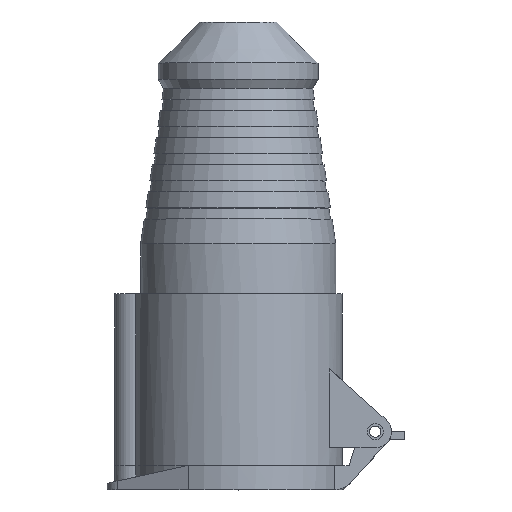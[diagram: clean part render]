
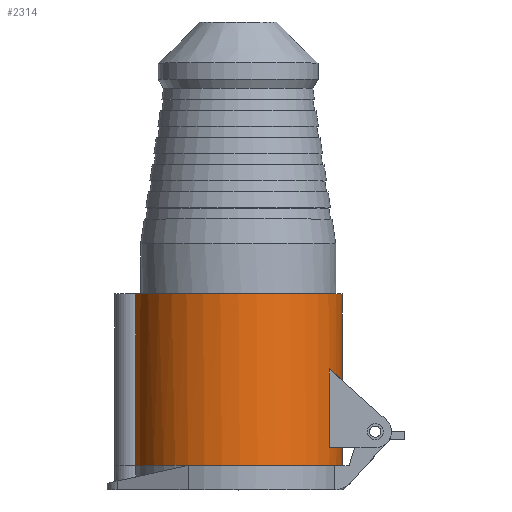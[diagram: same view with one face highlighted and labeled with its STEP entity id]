
A CAD part, top view. The second image highlights one B-rep face of the part: STEP entity #2314.
In plain terms, the highlighted cylindrical face has radius 32.25 mm (diameter 64.5 mm), a partial arc.
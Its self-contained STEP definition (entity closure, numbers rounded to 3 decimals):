
#43 = ORIENTED_EDGE ( 'NONE', *, *, #2485, .T. ) ;
#49 = CARTESIAN_POINT ( 'NONE',  ( -29.729, 33.261, 12.5 ) ) ;
#54 = CARTESIAN_POINT ( 'NONE',  ( -28.281, 23.312, 15.5 ) ) ;
#71 = CYLINDRICAL_SURFACE ( 'NONE', #3130, 32.25 ) ;
#74 = EDGE_CURVE ( 'NONE', #423, #361, #1666, .T. ) ;
#80 = CARTESIAN_POINT ( 'NONE',  ( 15.521, 53.25, 28.269 ) ) ;
#126 = CIRCLE ( 'NONE', #631, 32.25 ) ;
#132 = DIRECTION ( 'NONE',  ( 0., 0., -1. ) ) ;
#171 = VECTOR ( 'NONE', #1509, 1000. ) ;
#188 = ORIENTED_EDGE ( 'NONE', *, *, #3594, .T. ) ;
#189 = AXIS2_PLACEMENT_3D ( 'NONE', #3216, #2345, #290 ) ;
#290 = DIRECTION ( 'NONE',  ( 0., 0., -1. ) ) ;
#313 = DIRECTION ( 'NONE',  ( 0., 1., 0. ) ) ;
#326 = CARTESIAN_POINT ( 'NONE',  ( 0., 53.25, 0. ) ) ;
#361 = VERTEX_POINT ( 'NONE', #698 ) ;
#374 = CARTESIAN_POINT ( 'NONE',  ( 15.521, 53.25, -28.269 ) ) ;
#406 = EDGE_CURVE ( 'NONE', #3353, #3371, #2924, .T. ) ;
#423 = VERTEX_POINT ( 'NONE', #54 ) ;
#431 = EDGE_CURVE ( 'NONE', #361, #569, #126, .T. ) ;
#459 = EDGE_CURVE ( 'NONE', #3353, #1999, #1832, .T. ) ;
#569 = VERTEX_POINT ( 'NONE', #1617 ) ;
#573 = VERTEX_POINT ( 'NONE', #1130 ) ;
#585 = DIRECTION ( 'NONE',  ( 0., 1., 0. ) ) ;
#586 = DIRECTION ( 'NONE',  ( 0., 0., -1. ) ) ;
#631 = AXIS2_PLACEMENT_3D ( 'NONE', #2738, #2441, #132 ) ;
#650 = EDGE_CURVE ( 'NONE', #2782, #3637, #1059, .T. ) ;
#664 = CARTESIAN_POINT ( 'NONE',  ( 15.574, 53.25, -28.241 ) ) ;
#678 = DIRECTION ( 'NONE',  ( 0., 0., -1. ) ) ;
#698 = CARTESIAN_POINT ( 'NONE',  ( -28.281, 47.75, 15.5 ) ) ;
#715 = CARTESIAN_POINT ( 'NONE',  ( 0., 53.25, 0. ) ) ;
#724 = CARTESIAN_POINT ( 'NONE',  ( -28.281, 23.312, 15.5 ) ) ;
#725 = ORIENTED_EDGE ( 'NONE', *, *, #2154, .T. ) ;
#764 = EDGE_CURVE ( 'NONE', #2782, #3023, #1176, .T. ) ;
#830 = ORIENTED_EDGE ( 'NONE', *, *, #431, .F. ) ;
#837 = ORIENTED_EDGE ( 'NONE', *, *, #2913, .T. ) ;
#842 = CARTESIAN_POINT ( 'NONE',  ( -28.281, 60.75, 15.5 ) ) ;
#867 = CARTESIAN_POINT ( 'NONE',  ( 15.521, 53.25, 28.269 ) ) ;
#982 = CARTESIAN_POINT ( 'NONE',  ( 31.733, 53.25, 5.75 ) ) ;
#1004 = DIRECTION ( 'NONE',  ( 0., -1., 0. ) ) ;
#1009 = CARTESIAN_POINT ( 'NONE',  ( 31.733, 53.25, -5.75 ) ) ;
#1019 = AXIS2_PLACEMENT_3D ( 'NONE', #326, #2273, #586 ) ;
#1049 = ORIENTED_EDGE ( 'NONE', *, *, #3360, .F. ) ;
#1059 = CIRCLE ( 'NONE', #189, 32.25 ) ;
#1080 = ORIENTED_EDGE ( 'NONE', *, *, #764, .T. ) ;
#1107 = ORIENTED_EDGE ( 'NONE', *, *, #650, .F. ) ;
#1124 = DIRECTION ( 'NONE',  ( 0., -1., 0. ) ) ;
#1130 = CARTESIAN_POINT ( 'NONE',  ( 31.733, 0., -5.75 ) ) ;
#1145 = EDGE_CURVE ( 'NONE', #2765, #1419, #3006, .T. ) ;
#1150 = CIRCLE ( 'NONE', #3253, 32.25 ) ;
#1161 = EDGE_CURVE ( 'NONE', #2542, #2765, #3016, .T. ) ;
#1176 = LINE ( 'NONE', #2034, #3354 ) ;
#1246 = EDGE_CURVE ( 'NONE', #3371, #573, #2886, .T. ) ;
#1254 = CARTESIAN_POINT ( 'NONE',  ( -28.281, 23.312, -15.5 ) ) ;
#1280 = DIRECTION ( 'NONE',  ( 0., 1., 0. ) ) ;
#1292 = VECTOR ( 'NONE', #3667, 1000. ) ;
#1296 = AXIS2_PLACEMENT_3D ( 'NONE', #3257, #2404, #2388 ) ;
#1307 = CARTESIAN_POINT ( 'NONE',  ( 0., 60.75, 0. ) ) ;
#1315 = ORIENTED_EDGE ( 'NONE', *, *, #74, .F. ) ;
#1417 = ORIENTED_EDGE ( 'NONE', *, *, #1145, .T. ) ;
#1419 = VERTEX_POINT ( 'NONE', #80 ) ;
#1440 = EDGE_CURVE ( 'NONE', #2542, #2172, #2942, .T. ) ;
#1490 = CARTESIAN_POINT ( 'NONE',  ( 15.547, 53.25, 28.255 ) ) ;
#1509 = DIRECTION ( 'NONE',  ( 0., -1., 0. ) ) ;
#1531 = CARTESIAN_POINT ( 'NONE',  ( 31.733, 70.972, 5.75 ) ) ;
#1593 = VECTOR ( 'NONE', #1280, 1000. ) ;
#1617 = CARTESIAN_POINT ( 'NONE',  ( -29.729, 47.75, 12.5 ) ) ;
#1666 = LINE ( 'NONE', #842, #1292 ) ;
#1756 = CARTESIAN_POINT ( 'NONE',  ( -28.281, 47.75, -15.5 ) ) ;
#1776 = CARTESIAN_POINT ( 'NONE',  ( 31.733, 0., 5.75 ) ) ;
#1781 = ORIENTED_EDGE ( 'NONE', *, *, #1246, .T. ) ;
#1807 = DIRECTION ( 'NONE',  ( 0., -1., 0. ) ) ;
#1815 = CARTESIAN_POINT ( 'NONE',  ( 0., 33.261, 0. ) ) ;
#1830 = CARTESIAN_POINT ( 'NONE',  ( 15.547, 53.25, -28.255 ) ) ;
#1832 = B_SPLINE_CURVE_WITH_KNOTS ( 'NONE', 3,
 ( #2699, #664, #1830, #374 ),
 .UNSPECIFIED., .F., .F.,
 ( 4, 4 ),
 ( 0., 1. ),
 .UNSPECIFIED. ) ;
#1835 = CARTESIAN_POINT ( 'NONE',  ( 15.6, 53.25, -28.226 ) ) ;
#1854 = CARTESIAN_POINT ( 'NONE',  ( -33.691, 28.155, 5.628 ) ) ;
#1943 = AXIS2_PLACEMENT_3D ( 'NONE', #1815, #585, #2848 ) ;
#1999 = VERTEX_POINT ( 'NONE', #3685 ) ;
#2029 = CARTESIAN_POINT ( 'NONE',  ( -29.729, 47.75, -12.5 ) ) ;
#2034 = CARTESIAN_POINT ( 'NONE',  ( -29.729, 60.75, -12.5 ) ) ;
#2037 = LINE ( 'NONE', #3152, #2082 ) ;
#2082 = VECTOR ( 'NONE', #3742, 1000. ) ;
#2090 = DIRECTION ( 'NONE',  ( 0., -1., 0. ) ) ;
#2093 = DIRECTION ( 'NONE',  ( 0., 0., -1. ) ) ;
#2136 =( BOUNDED_CURVE ( )  B_SPLINE_CURVE ( 3, ( #1254, #3604, #1854, #724 ),
 .UNSPECIFIED., .F., .T. ) 
 B_SPLINE_CURVE_WITH_KNOTS ( ( 4, 4 ),
 ( 2.64, 3.643 ),
 .UNSPECIFIED. ) 
 CURVE ( )  GEOMETRIC_REPRESENTATION_ITEM ( )  RATIONAL_B_SPLINE_CURVE ( ( 1., 0.918, 0.918, 1. ) ) 
 REPRESENTATION_ITEM ( '' )  );
#2153 = ORIENTED_EDGE ( 'NONE', *, *, #459, .F. ) ;
#2154 = EDGE_CURVE ( 'NONE', #2512, #569, #2037, .T. ) ;
#2172 = VERTEX_POINT ( 'NONE', #1776 ) ;
#2273 = DIRECTION ( 'NONE',  ( 0., -1., 0. ) ) ;
#2295 = EDGE_LOOP ( 'NONE', ( #1315, #1049, #837, #1107, #1080, #3720, #725, #830 ) ) ;
#2314 = ADVANCED_FACE ( 'NONE', ( #2683, #2737 ), #71, .T. ) ;
#2316 = CARTESIAN_POINT ( 'NONE',  ( 0., 0., 0. ) ) ;
#2345 = DIRECTION ( 'NONE',  ( 0., -1., 0. ) ) ;
#2370 = CIRCLE ( 'NONE', #3037, 32.25 ) ;
#2388 = DIRECTION ( 'NONE',  ( 0., 0., -1. ) ) ;
#2404 = DIRECTION ( 'NONE',  ( 0., -1., 0. ) ) ;
#2441 = DIRECTION ( 'NONE',  ( 0., -1., 0. ) ) ;
#2485 = EDGE_CURVE ( 'NONE', #1419, #1999, #2370, .T. ) ;
#2512 = VERTEX_POINT ( 'NONE', #49 ) ;
#2542 = VERTEX_POINT ( 'NONE', #982 ) ;
#2592 = EDGE_LOOP ( 'NONE', ( #1417, #43, #2153, #3647, #1781, #188, #3210, #3700 ) ) ;
#2648 = DIRECTION ( 'NONE',  ( 0., 0., 1. ) ) ;
#2683 = FACE_OUTER_BOUND ( 'NONE', #2592, .T. ) ;
#2692 = LINE ( 'NONE', #2714, #1593 ) ;
#2699 = CARTESIAN_POINT ( 'NONE',  ( 15.6, 53.25, -28.226 ) ) ;
#2714 = CARTESIAN_POINT ( 'NONE',  ( -28.281, 60.75, -15.5 ) ) ;
#2737 = FACE_BOUND ( 'NONE', #2295, .T. ) ;
#2738 = CARTESIAN_POINT ( 'NONE',  ( 0., 47.75, 0. ) ) ;
#2764 = VECTOR ( 'NONE', #1124, 1000. ) ;
#2765 = VERTEX_POINT ( 'NONE', #2928 ) ;
#2782 = VERTEX_POINT ( 'NONE', #2029 ) ;
#2848 = DIRECTION ( 'NONE',  ( 0., 0., -1. ) ) ;
#2886 = LINE ( 'NONE', #3212, #2764 ) ;
#2913 = EDGE_CURVE ( 'NONE', #3515, #3637, #2692, .T. ) ;
#2924 = CIRCLE ( 'NONE', #1296, 32.25 ) ;
#2928 = CARTESIAN_POINT ( 'NONE',  ( 15.6, 53.25, 28.226 ) ) ;
#2942 = LINE ( 'NONE', #1531, #171 ) ;
#3006 = B_SPLINE_CURVE_WITH_KNOTS ( 'NONE', 3,
 ( #3485, #3450, #1490, #867 ),
 .UNSPECIFIED., .F., .F.,
 ( 4, 4 ),
 ( 0., 1. ),
 .UNSPECIFIED. ) ;
#3016 = CIRCLE ( 'NONE', #1019, 32.25 ) ;
#3023 = VERTEX_POINT ( 'NONE', #3047 ) ;
#3037 = AXIS2_PLACEMENT_3D ( 'NONE', #715, #1807, #678 ) ;
#3047 = CARTESIAN_POINT ( 'NONE',  ( -29.729, 33.261, -12.5 ) ) ;
#3091 = CIRCLE ( 'NONE', #1943, 32.25 ) ;
#3130 = AXIS2_PLACEMENT_3D ( 'NONE', #1307, #1004, #2093 ) ;
#3152 = CARTESIAN_POINT ( 'NONE',  ( -29.729, 60.75, 12.5 ) ) ;
#3193 = EDGE_CURVE ( 'NONE', #3023, #2512, #3091, .T. ) ;
#3210 = ORIENTED_EDGE ( 'NONE', *, *, #1440, .F. ) ;
#3212 = CARTESIAN_POINT ( 'NONE',  ( 31.733, 70.972, -5.75 ) ) ;
#3216 = CARTESIAN_POINT ( 'NONE',  ( 0., 47.75, 0. ) ) ;
#3253 = AXIS2_PLACEMENT_3D ( 'NONE', #2316, #313, #2648 ) ;
#3257 = CARTESIAN_POINT ( 'NONE',  ( 0., 53.25, 0. ) ) ;
#3353 = VERTEX_POINT ( 'NONE', #1835 ) ;
#3354 = VECTOR ( 'NONE', #2090, 1000. ) ;
#3360 = EDGE_CURVE ( 'NONE', #3515, #423, #2136, .T. ) ;
#3371 = VERTEX_POINT ( 'NONE', #1009 ) ;
#3424 = CARTESIAN_POINT ( 'NONE',  ( -28.281, 23.312, -15.5 ) ) ;
#3450 = CARTESIAN_POINT ( 'NONE',  ( 15.574, 53.25, 28.24 ) ) ;
#3485 = CARTESIAN_POINT ( 'NONE',  ( 15.6, 53.25, 28.226 ) ) ;
#3515 = VERTEX_POINT ( 'NONE', #3424 ) ;
#3594 = EDGE_CURVE ( 'NONE', #573, #2172, #1150, .T. ) ;
#3604 = CARTESIAN_POINT ( 'NONE',  ( -33.691, 28.155, -5.628 ) ) ;
#3637 = VERTEX_POINT ( 'NONE', #1756 ) ;
#3647 = ORIENTED_EDGE ( 'NONE', *, *, #406, .T. ) ;
#3667 = DIRECTION ( 'NONE',  ( 0., 1., 0. ) ) ;
#3685 = CARTESIAN_POINT ( 'NONE',  ( 15.521, 53.25, -28.269 ) ) ;
#3700 = ORIENTED_EDGE ( 'NONE', *, *, #1161, .T. ) ;
#3720 = ORIENTED_EDGE ( 'NONE', *, *, #3193, .T. ) ;
#3742 = DIRECTION ( 'NONE',  ( 0., 1., 0. ) ) ;
